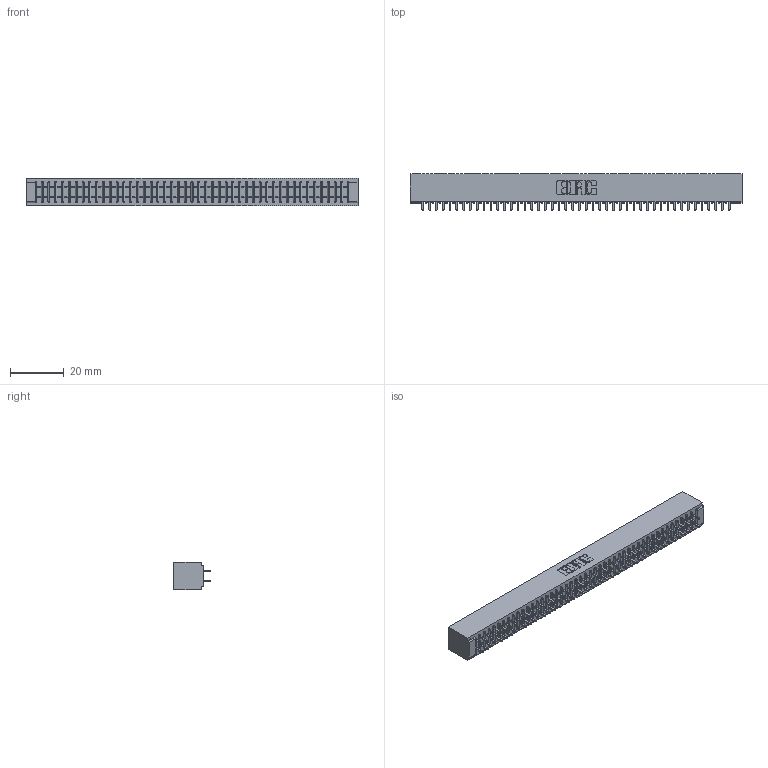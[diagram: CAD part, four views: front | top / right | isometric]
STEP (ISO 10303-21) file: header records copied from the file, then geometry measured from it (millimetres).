
FILE_DESCRIPTION (( 'STEP AP203' ), '1' );
FILE_NAME ('341-092-524-201.STEP', '2018-08-08T00:39:05', ( '' ), ( '' ), 'SwSTEP 2.0', 'SolidWorks 2016', '' );
FILE_SCHEMA (( 'CONFIG_CONTROL_DESIGN' ));
Length unit declared in the file: inch
Products named in the file (3): 341 Part_No Mounting Lugs; 341-292-001_341-292-124; 341-092-524-201
Assembly tree (93 placements, depth 2):
  341-092-524-201
    341 Part_No Mounting Lugs
    341-292-001_341-292-124  x92
Bounding box: 123.83 x 13.64 x 10.16 mm (x, y, z)
Volume: 9374.6 mm3; surface area: 17252.2 mm2
Topology: 93 solids, 93 shells, 6180 faces, 17910 edges, 11598 vertices
Faces by surface type: plane 3744, cylinder 2252, sphere 94, torus 90
Entity records: 54859 total; most frequent: CARTESIAN_POINT 9118, ORIENTED_EDGE 9060, DIRECTION 8844, EDGE_CURVE 4530, VECTOR 3668, LINE 3668, VERTEX_POINT 2862, AXIS2_PLACEMENT_3D 2588
